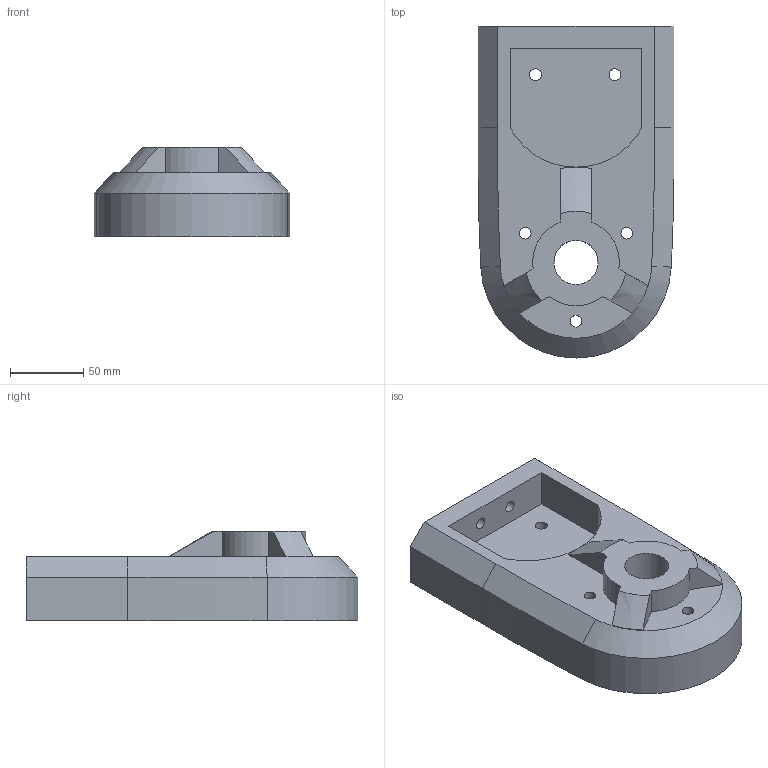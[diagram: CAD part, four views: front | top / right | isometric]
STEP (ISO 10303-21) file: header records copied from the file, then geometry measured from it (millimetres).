
FILE_DESCRIPTION(/* description */ ('STEP AP214'),/* implementation_level */ '2;1');
FILE_NAME(/* name */ '6570e87f48fc2760bbd3b0bc',/* time_stamp */ '2023-12-06T21:32:47Z',/* author */ (''),/* organization */ (''),/* preprocessor_version */ 'ST-DEVELOPER v19.4',/* originating_system */ ' ',/* authorisation */ ' ');
FILE_SCHEMA (('AUTOMOTIVE_DESIGN {1 0 10303 214 3 1 1}'));
Length unit declared in the file: metre
Products named in the file (1): Component3
Bounding box: 133.53 x 226.23 x 60.69 mm (x, y, z)
Volume: 1011450.3 mm3; surface area: 101113.6 mm2
Topology: 1 solids, 1 shells, 44 faces, 121 edges, 79 vertices
Faces by surface type: cylinder 19, plane 19, cone 6
Full cylindrical faces by diameter (mm): 8 x3, 8.1 x4, 30 x1
Entity records: 1420 total; most frequent: CARTESIAN_POINT 247, DIRECTION 244, ORIENTED_EDGE 224, EDGE_CURVE 112, AXIS2_PLACEMENT_3D 93, VERTEX_POINT 78, EDGE_LOOP 68, FACE_BOUND 68
